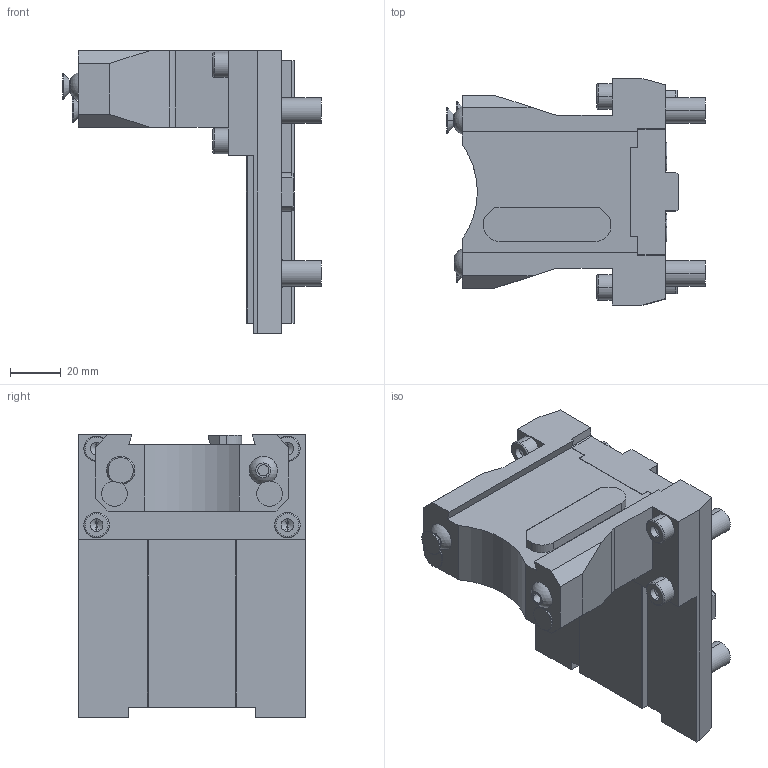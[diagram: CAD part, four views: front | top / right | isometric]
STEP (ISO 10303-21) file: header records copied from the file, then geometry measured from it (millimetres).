
FILE_DESCRIPTION((''),'2;1');
FILE_NAME('DWO2380132_CONF','2023-03-28T08:29:56',('smalpassi'),('M.T. srl'),'CREO PARAMETRIC BY PTC INC, 2021072','CREO PARAMETRIC BY PTC INC, 2021072','');
FILE_SCHEMA(('CONFIG_CONTROL_DESIGN'));
Length unit declared in the file: millimetre
Products named in the file (1): DWO2380132_CONF
Bounding box: 101.5 x 89 x 111 mm (x, y, z)
Volume: 262850.9 mm3; surface area: 46406.2 mm2
Topology: 1 solids, 1 shells, 187 faces, 482 edges, 310 vertices
Faces by surface type: plane 106, cylinder 47, cone 18, torus 12, sphere 2, extrusion 2
Entity records: 5691 total; most frequent: CARTESIAN_POINT 1014, DIRECTION 972, ORIENTED_EDGE 948, EDGE_CURVE 474, VECTOR 326, LINE 324, AXIS2_PLACEMENT_3D 323, VERTEX_POINT 310
